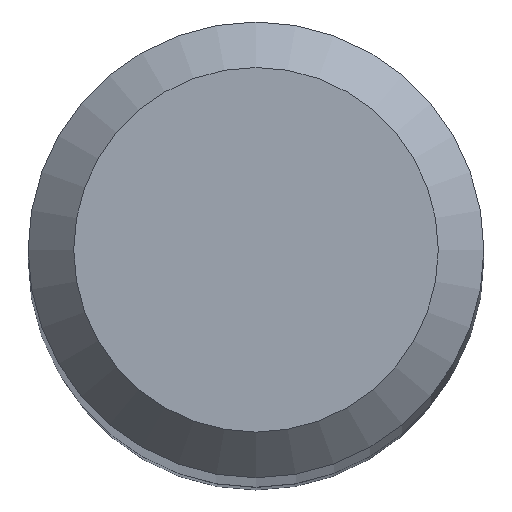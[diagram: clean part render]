
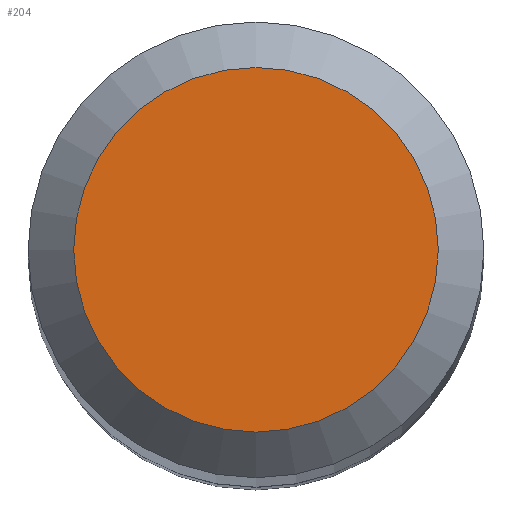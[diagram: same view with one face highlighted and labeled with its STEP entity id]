
A CAD part, top view. The second image highlights one B-rep face of the part: STEP entity #204.
In plain terms, the highlighted planar face has unit normal (0, 0, 1).
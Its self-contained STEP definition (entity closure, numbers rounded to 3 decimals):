
#27 = CARTESIAN_POINT ( 'NONE',  ( 0., 1.2, 61. ) ) ;
#46 = PLANE ( 'NONE',  #278 ) ;
#78 = ORIENTED_EDGE ( 'NONE', *, *, #218, .F. ) ;
#88 = CARTESIAN_POINT ( 'NONE',  ( 0., 0., 61. ) ) ;
#89 = CIRCLE ( 'NONE', #238, 1.2 ) ;
#117 = VERTEX_POINT ( 'NONE', #27 ) ;
#192 = CARTESIAN_POINT ( 'NONE',  ( 0., 0., 61. ) ) ;
#204 = ADVANCED_FACE ( 'NONE', ( #230 ), #46, .F. ) ;
#209 = DIRECTION ( 'NONE',  ( 0., 0., -1. ) ) ;
#218 = EDGE_CURVE ( 'NONE', #117, #117, #89, .T. ) ;
#230 = FACE_OUTER_BOUND ( 'NONE', #269, .T. ) ;
#238 = AXIS2_PLACEMENT_3D ( 'NONE', #192, #209, #255 ) ;
#255 = DIRECTION ( 'NONE',  ( 0., 1., 0. ) ) ;
#257 = DIRECTION ( 'NONE',  ( 0., 1., 0. ) ) ;
#269 = EDGE_LOOP ( 'NONE', ( #78 ) ) ;
#278 = AXIS2_PLACEMENT_3D ( 'NONE', #88, #297, #257 ) ;
#297 = DIRECTION ( 'NONE',  ( 0., 0., -1. ) ) ;
